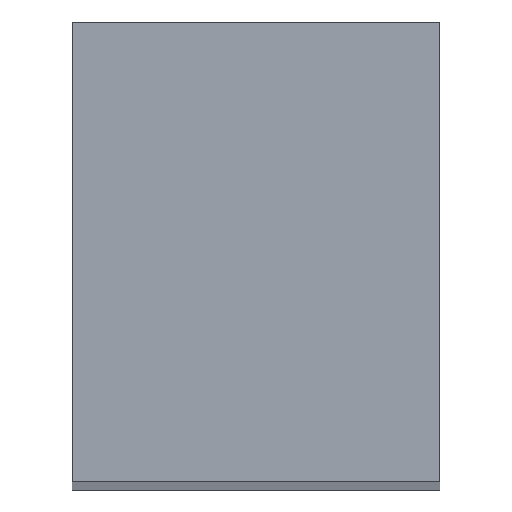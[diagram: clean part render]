
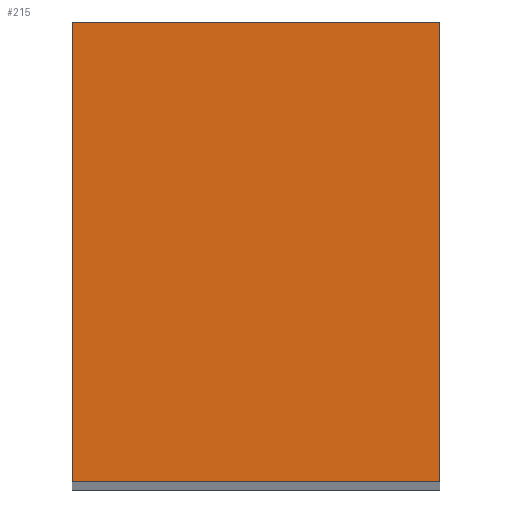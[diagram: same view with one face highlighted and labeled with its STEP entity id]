
A CAD part, top view. The second image highlights one B-rep face of the part: STEP entity #215.
In plain terms, the highlighted planar face has unit normal (0, 0, 1).
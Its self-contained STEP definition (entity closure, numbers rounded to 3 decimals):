
#113=CARTESIAN_POINT('',(4.0,5.0,50.0));
#114=VERTEX_POINT('',#113);
#115=CARTESIAN_POINT('',(4.0,-5.0,50.0));
#116=VERTEX_POINT('',#115);
#117=CARTESIAN_POINT('',(4.0,5.0,50.0));
#118=DIRECTION('',(0.0,-1.0,0.0));
#119=VECTOR('',#118,10.0);
#120=LINE('',#117,#119);
#121=EDGE_CURVE('',#114,#116,#120,.T.);
#144=CARTESIAN_POINT('',(-4.0,-5.0,50.0));
#145=VERTEX_POINT('',#144);
#146=CARTESIAN_POINT('',(4.0,-5.0,50.0));
#147=DIRECTION('',(-1.0,0.0,0.0));
#148=VECTOR('',#147,8.0);
#149=LINE('',#146,#148);
#150=EDGE_CURVE('',#116,#145,#149,.T.);
#168=CARTESIAN_POINT('',(-4.0,5.0,50.0));
#169=VERTEX_POINT('',#168);
#170=CARTESIAN_POINT('',(-4.0,-5.0,50.0));
#171=DIRECTION('',(0.0,1.0,0.0));
#172=VECTOR('',#171,10.0);
#173=LINE('',#170,#172);
#174=EDGE_CURVE('',#145,#169,#173,.T.);
#192=CARTESIAN_POINT('',(-4.0,5.0,50.0));
#193=DIRECTION('',(1.0,0.0,0.0));
#194=VECTOR('',#193,8.0);
#195=LINE('',#192,#194);
#196=EDGE_CURVE('',#169,#114,#195,.T.);
#204=CARTESIAN_POINT('',(0.0,0.,50.0));
#205=DIRECTION('',(0.0,0.0,1.0));
#206=DIRECTION('',(1.0,0.0,0.0));
#207=AXIS2_PLACEMENT_3D('',#204,#205,#206);
#208=PLANE('',#207);
#209=ORIENTED_EDGE('',*,*,#121,.F.);
#210=ORIENTED_EDGE('',*,*,#196,.F.);
#211=ORIENTED_EDGE('',*,*,#174,.F.);
#212=ORIENTED_EDGE('',*,*,#150,.F.);
#213=EDGE_LOOP('',(#209,#210,#211,#212));
#214=FACE_OUTER_BOUND('',#213,.T.);
#215=ADVANCED_FACE('',(#214),#208,.T.);
